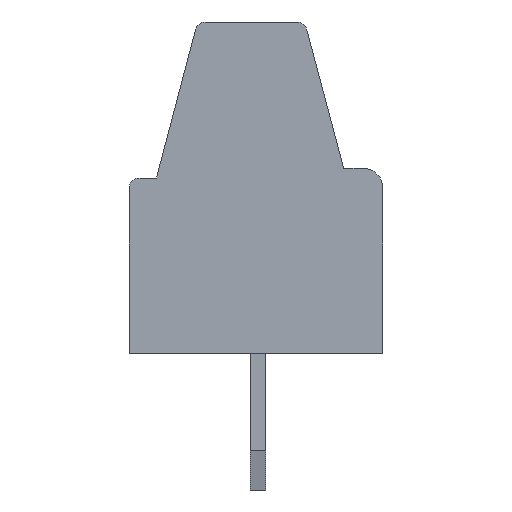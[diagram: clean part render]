
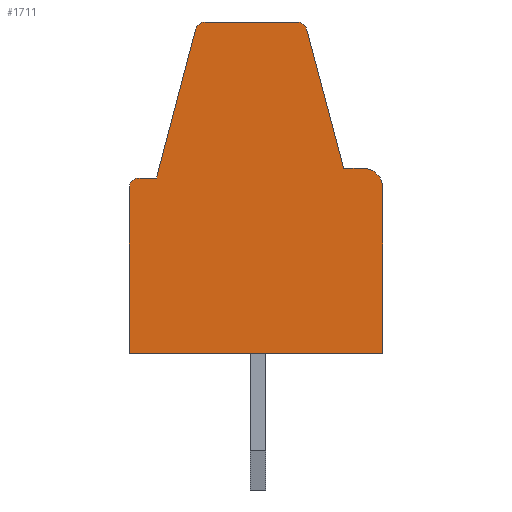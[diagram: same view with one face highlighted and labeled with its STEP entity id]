
A CAD part, left-side view. The second image highlights one B-rep face of the part: STEP entity #1711.
In plain terms, the highlighted planar face has unit normal (-1, 0, 0).
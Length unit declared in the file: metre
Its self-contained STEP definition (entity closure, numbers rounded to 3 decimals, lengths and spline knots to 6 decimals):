
#84=CIRCLE('',#2149,0.00025);
#85=CIRCLE('',#2150,0.00025);
#86=CIRCLE('',#2151,0.00025);
#87=CIRCLE('',#2152,0.0005);
#132=ORIENTED_EDGE('',*,*,#600,.F.);
#133=ORIENTED_EDGE('',*,*,#601,.T.);
#134=ORIENTED_EDGE('',*,*,#602,.F.);
#135=ORIENTED_EDGE('',*,*,#603,.T.);
#136=ORIENTED_EDGE('',*,*,#604,.F.);
#137=ORIENTED_EDGE('',*,*,#605,.F.);
#138=ORIENTED_EDGE('',*,*,#606,.T.);
#139=ORIENTED_EDGE('',*,*,#607,.T.);
#140=ORIENTED_EDGE('',*,*,#608,.T.);
#141=ORIENTED_EDGE('',*,*,#598,.F.);
#142=ORIENTED_EDGE('',*,*,#609,.T.);
#143=ORIENTED_EDGE('',*,*,#610,.F.);
#598=EDGE_CURVE('',#832,#833,#988,.T.);
#600=EDGE_CURVE('',#834,#835,#990,.T.);
#601=EDGE_CURVE('',#834,#836,#84,.F.);
#602=EDGE_CURVE('',#837,#836,#991,.T.);
#603=EDGE_CURVE('',#837,#838,#85,.F.);
#604=EDGE_CURVE('',#839,#838,#992,.T.);
#605=EDGE_CURVE('',#840,#839,#993,.T.);
#606=EDGE_CURVE('',#840,#841,#86,.F.);
#607=EDGE_CURVE('',#841,#842,#994,.T.);
#608=EDGE_CURVE('',#842,#833,#995,.T.);
#609=EDGE_CURVE('',#832,#843,#87,.F.);
#610=EDGE_CURVE('',#835,#843,#996,.T.);
#832=VERTEX_POINT('',#2771);
#833=VERTEX_POINT('',#2773);
#834=VERTEX_POINT('',#2777);
#835=VERTEX_POINT('',#2778);
#836=VERTEX_POINT('',#2780);
#837=VERTEX_POINT('',#2782);
#838=VERTEX_POINT('',#2784);
#839=VERTEX_POINT('',#2786);
#840=VERTEX_POINT('',#2788);
#841=VERTEX_POINT('',#2790);
#842=VERTEX_POINT('',#2792);
#843=VERTEX_POINT('',#2795);
#988=LINE('',#2772,#1202);
#990=LINE('',#2776,#1204);
#991=LINE('',#2781,#1205);
#992=LINE('',#2785,#1206);
#993=LINE('',#2787,#1207);
#994=LINE('',#2791,#1208);
#995=LINE('',#2793,#1209);
#996=LINE('',#2796,#1210);
#1202=VECTOR('',#2295,1.);
#1204=VECTOR('',#2299,1.);
#1205=VECTOR('',#2302,1.);
#1206=VECTOR('',#2305,1.);
#1207=VECTOR('',#2306,1.);
#1208=VECTOR('',#2309,1.);
#1209=VECTOR('',#2310,1.);
#1210=VECTOR('',#2313,1.);
#1391=EDGE_LOOP('',(#132,#133,#134,#135,#136,#137,#138,#139,#140,#141,#142,
#143));
#1507=FACE_BOUND('',#1391,.T.);
#1623=PLANE('',#2148);
#1711=ADVANCED_FACE('',(#1507),#1623,.F.);
#2148=AXIS2_PLACEMENT_3D('',#2775,#2297,#2298);
#2149=AXIS2_PLACEMENT_3D('',#2779,#2300,#2301);
#2150=AXIS2_PLACEMENT_3D('',#2783,#2303,#2304);
#2151=AXIS2_PLACEMENT_3D('',#2789,#2307,#2308);
#2152=AXIS2_PLACEMENT_3D('',#2794,#2311,#2312);
#2295=DIRECTION('',(0.,0.,-1.));
#2297=DIRECTION('',(1.,0.,0.));
#2298=DIRECTION('',(0.,0.,-1.));
#2299=DIRECTION('',(0.,-0.258,-0.966));
#2300=DIRECTION('',(1.,0.,0.));
#2301=DIRECTION('',(0.,0.,-1.));
#2302=DIRECTION('',(0.,-1.,0.));
#2303=DIRECTION('',(1.,0.,0.));
#2304=DIRECTION('',(0.,0.,-1.));
#2305=DIRECTION('',(0.,-0.254,0.967));
#2306=DIRECTION('',(0.,-1.,0.));
#2307=DIRECTION('',(1.,0.,0.));
#2308=DIRECTION('',(0.,0.,-1.));
#2309=DIRECTION('',(0.,0.,-1.));
#2310=DIRECTION('',(0.,-1.,0.));
#2311=DIRECTION('',(1.,0.,0.));
#2312=DIRECTION('',(0.,0.,-1.));
#2313=DIRECTION('',(0.,-1.,0.));
#2771=CARTESIAN_POINT('',(-0.00782,-0.00325,0.00425));
#2772=CARTESIAN_POINT('',(-0.00782,-0.00325,0.0085));
#2773=CARTESIAN_POINT('',(-0.00782,-0.00325,0.));
#2775=CARTESIAN_POINT('',(-0.00782,0.,0.0085));
#2776=CARTESIAN_POINT('',(-0.00782,-0.00175,0.006625));
#2777=CARTESIAN_POINT('',(-0.00782,-0.001299,0.008314));
#2778=CARTESIAN_POINT('',(-0.00782,-0.00225,0.00475));
#2779=CARTESIAN_POINT('',(-0.00782,-0.001058,0.00825));
#2780=CARTESIAN_POINT('',(-0.00782,-0.001058,0.0085));
#2781=CARTESIAN_POINT('',(-0.00782,0.,0.0085));
#2782=CARTESIAN_POINT('',(-0.00782,0.001307,0.0085));
#2783=CARTESIAN_POINT('',(-0.00782,0.001307,0.00825));
#2784=CARTESIAN_POINT('',(-0.00782,0.001549,0.008313));
#2785=CARTESIAN_POINT('',(-0.00782,0.002025,0.0065));
#2786=CARTESIAN_POINT('',(-0.00782,0.00255,0.0045));
#2787=CARTESIAN_POINT('',(-0.00782,0.0029,0.0045));
#2788=CARTESIAN_POINT('',(-0.00782,0.003,0.0045));
#2789=CARTESIAN_POINT('',(-0.00782,0.003,0.00425));
#2790=CARTESIAN_POINT('',(-0.00782,0.00325,0.00425));
#2791=CARTESIAN_POINT('',(-0.00782,0.00325,0.0085));
#2792=CARTESIAN_POINT('',(-0.00782,0.00325,0.));
#2793=CARTESIAN_POINT('',(-0.00782,0.,0.));
#2794=CARTESIAN_POINT('',(-0.00782,-0.00275,0.00425));
#2795=CARTESIAN_POINT('',(-0.00782,-0.00275,0.00475));
#2796=CARTESIAN_POINT('',(-0.00782,-0.00275,0.00475));
